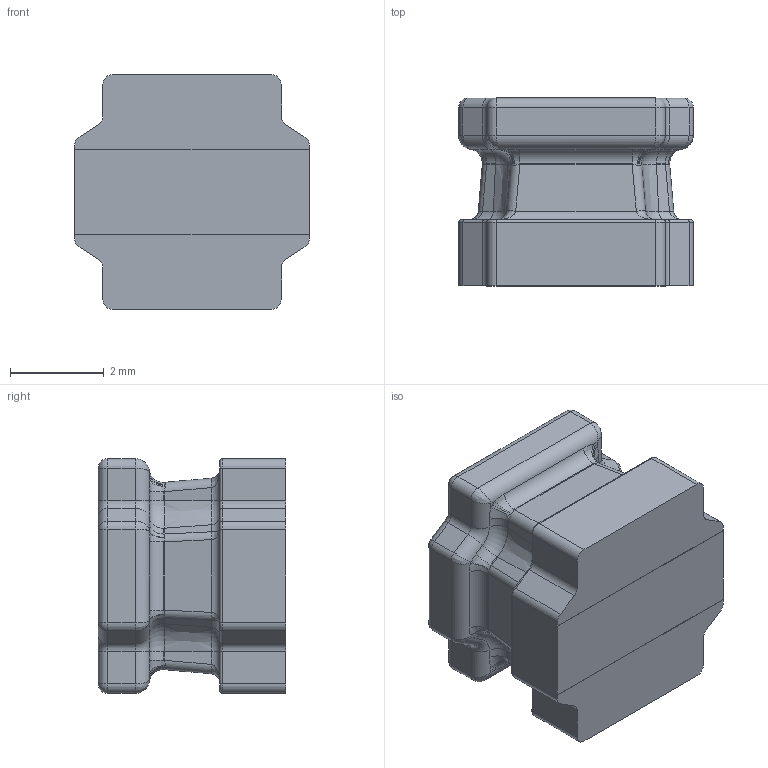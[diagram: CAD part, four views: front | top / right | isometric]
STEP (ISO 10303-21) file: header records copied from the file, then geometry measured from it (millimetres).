
FILE_DESCRIPTION (( 'STEP AP214' ), '1' );
FILE_NAME ('BWVS005050404R7M00.STEP', '2025-03-10T05:21:43', ( '' ), ( '' ), 'SwSTEP 2.0', 'SolidWorks 2020', '' );
FILE_SCHEMA (( 'AUTOMOTIVE_DESIGN' ));
Length unit declared in the file: millimetre
Products named in the file (1): BWVS005050404R7M00
Bounding box: 5 x 4 x 5 mm (x, y, z)
Volume: 76.5 mm3; surface area: 120.3 mm2
Topology: 1 solids, 1 shells, 256 faces, 608 edges, 334 vertices
Faces by surface type: cylinder 112, bspline 52, plane 52, torus 28, sphere 8, cone 4
Entity records: 8290 total; most frequent: CARTESIAN_POINT 2715, ORIENTED_EDGE 1176, DIRECTION 1122, EDGE_CURVE 588, AXIS2_PLACEMENT_3D 435, VERTEX_POINT 334, FACE_OUTER_BOUND 256, EDGE_LOOP 256
